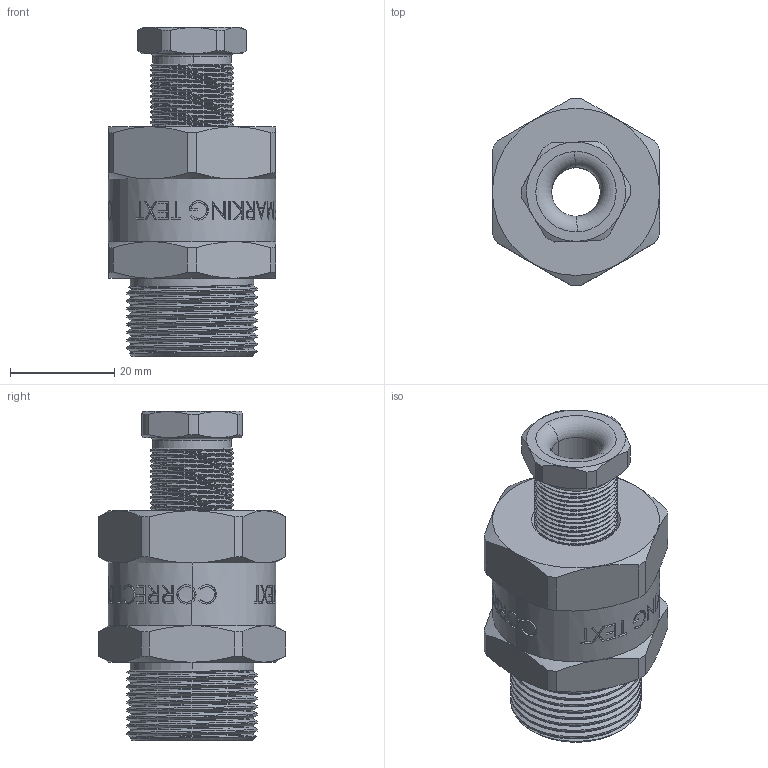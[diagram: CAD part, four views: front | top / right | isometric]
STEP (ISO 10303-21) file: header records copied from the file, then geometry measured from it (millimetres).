
FILE_DESCRIPTION (( 'STEP AP203' ), '1' );
FILE_NAME ('M25-B2-15mm D620.step', '2025-04-03T12:20:16', ( '' ), ( '' ), 'SwSTEP 2.0', 'SolidWorks 2022', '' );
FILE_SCHEMA (( 'CONFIG_CONTROL_DESIGN' ));
Length unit declared in the file: millimetre
Products named in the file (6): O-Ring for M25_Juks 2; 750A109756; M25-B2-15mm D620; 750A109783; 750A109732; 750A106978
Assembly tree (5 placements, depth 2):
  M25-B2-15mm D620
    750A109783
    750A109732
    750A106978
    750A109756
    O-Ring for M25_Juks 2
Bounding box: 32 x 35.95 x 63 mm (x, y, z)
Volume: 30830 mm3; surface area: 14569 mm2
Topology: 5 solids, 5 shells, 953 faces, 2561 edges, 1686 vertices
Faces by surface type: plane 343, bspline 283, cylinder 266, cone 53, torus 8
Entity records: 59047 total; most frequent: CARTESIAN_POINT 37809, ORIENTED_EDGE 5122, DIRECTION 3068, EDGE_CURVE 2561, VERTEX_POINT 1686, EDGE_LOOP 1031, AXIS2_PLACEMENT_3D 1026, LINE 1016
